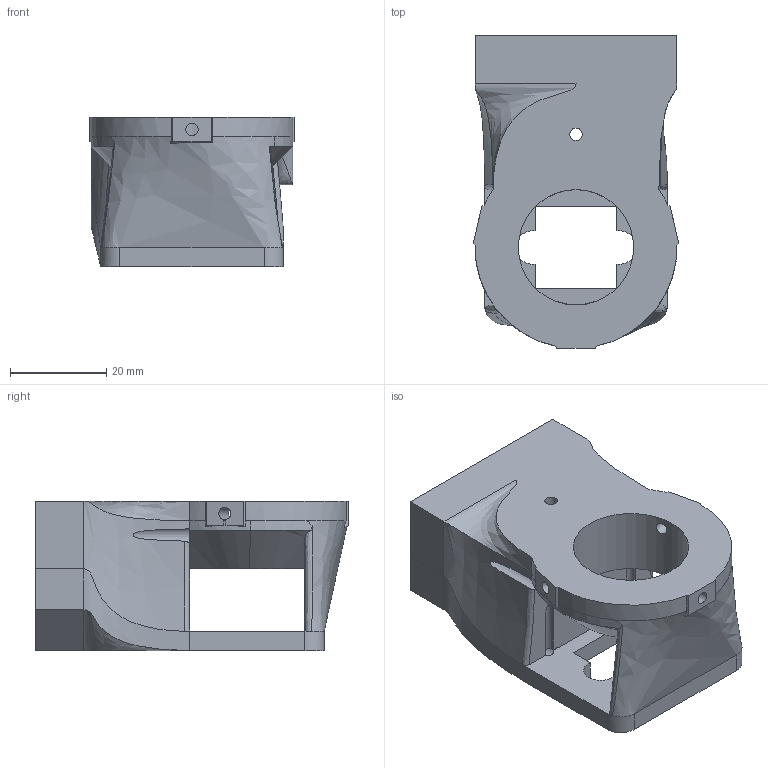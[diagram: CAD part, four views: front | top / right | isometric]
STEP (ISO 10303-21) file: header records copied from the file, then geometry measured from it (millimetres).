
FILE_DESCRIPTION(/* description */ ('STEP AP242','CAx-IF Rec.Pracs.---Representation and Presentation of Product Manufacturing Information (PMI)---4.0---2014-10-13','CAx-IF Rec.Pracs.---3D Tessellated Geometry---0.4---2014-09-14','2;1'),/* implementation_level */ '2;1');
FILE_NAME(/* name */ '6611f4452164d9123793f7c2',/* time_stamp */ '2024-04-07T01:17:58Z',/* author */ (''),/* organization */ (''),/* preprocessor_version */ 'ST-DEVELOPER v20',/* originating_system */ ' ',/* authorisation */ ' ');
FILE_SCHEMA (('AP242_MANAGED_MODEL_BASED_3D_ENGINEERING_MIM_LF { 1 0 10303 442 1 1 4 }'));
Length unit declared in the file: metre
Products named in the file (1): MainBody
Bounding box: 42.73 x 65 x 31 mm (x, y, z)
Volume: 45747.4 mm3; surface area: 13874.3 mm2
Topology: 1 solids, 1 shells, 90 faces, 302 edges, 196 vertices
Faces by surface type: plane 41, cylinder 23, bspline 22, cone 4
Full cylindrical faces by diameter (mm): 2.571 x8, 3.571 x3, 24 x1
Entity records: 4949 total; most frequent: CARTESIAN_POINT 2683, ORIENTED_EDGE 518, DIRECTION 364, EDGE_CURVE 259, VERTEX_POINT 178, FACE_BOUND 123, AXIS2_PLACEMENT_3D 122, LINE 120
